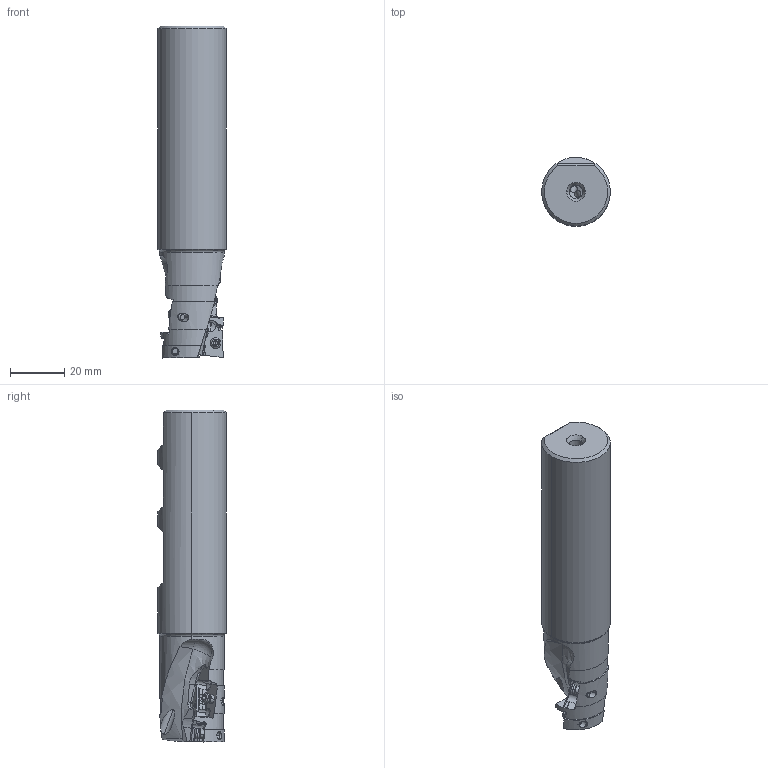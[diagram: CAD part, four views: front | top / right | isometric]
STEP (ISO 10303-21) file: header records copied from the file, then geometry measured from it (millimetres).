
FILE_DESCRIPTION(/* description */ (''),/* implementation_level */ '2;1');
FILE_NAME(/* name */ 'AQXUR164WA16S.stp',/* time_stamp */ '2021-09-08T11:42:25+09:00',/* author */ (''),/* organization */ (''),/* preprocessor_version */ 'ST-DEVELOPER v16',/* originating_system */ 'SIEMENS PLM Software NX 10.0',/* authorisation */ '');
FILE_SCHEMA (('AUTOMOTIVE_DESIGN { 1 0 10303 214 3 1 1 1 }'));
Length unit declared in the file: millimetre
Products named in the file (1): AQXUR164WA16S_ASM
Bounding box: 25.4 x 25.4 x 122.7 mm (x, y, z)
Volume: 49569.1 mm3; surface area: 13008.9 mm2
Topology: 5 solids, 5 shells, 364 faces, 1082 edges, 733 vertices
Faces by surface type: cylinder 137, plane 134, cone 62, torus 15, sphere 10, bspline 6
Entity records: 16161 total; most frequent: CARTESIAN_POINT 6405, ORIENTED_EDGE 2112, DIRECTION 1932, EDGE_CURVE 1056, AXIS2_PLACEMENT_3D 793, VERTEX_POINT 708, EDGE_LOOP 382, ADVANCED_FACE 364
